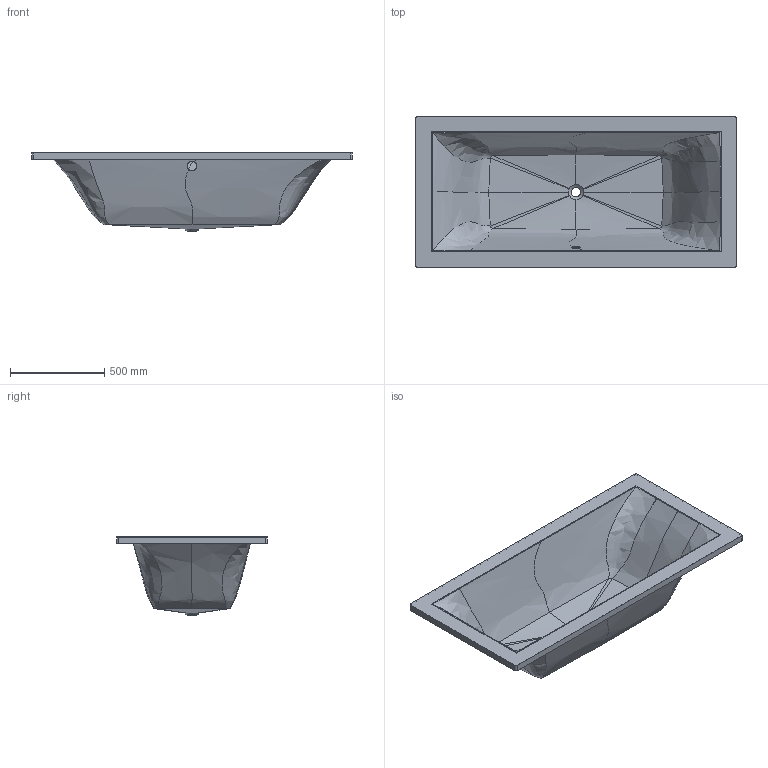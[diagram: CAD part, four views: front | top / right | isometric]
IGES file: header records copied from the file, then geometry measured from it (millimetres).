
Global section: file name: R41 Enviro 170cm x 80cm; native system: AutoCAD 2016 - English; preprocessor: Autodesk Translation Framework DWG producer (atf_dwg_producer); organization: unknown; date: 20170503.144027; units: millimetre
Bounding box: 1700 x 800 x 415 mm (x, y, z)
Volume: 13174604.4 mm3; surface area: 4709088.2 mm2
Topology: 2 solids, 2 shells, 76 faces, 201 edges, 127 vertices
Faces by surface type: bspline 76
